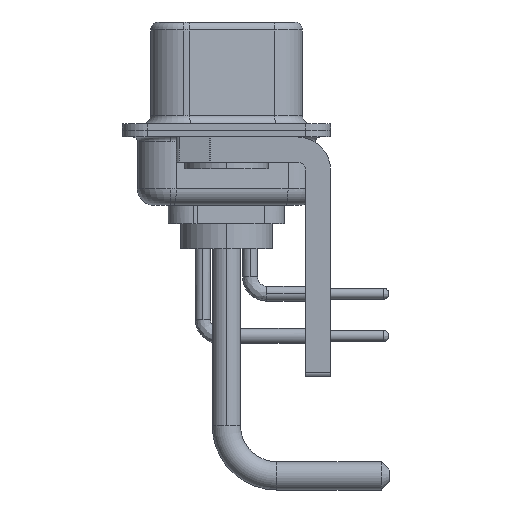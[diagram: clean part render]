
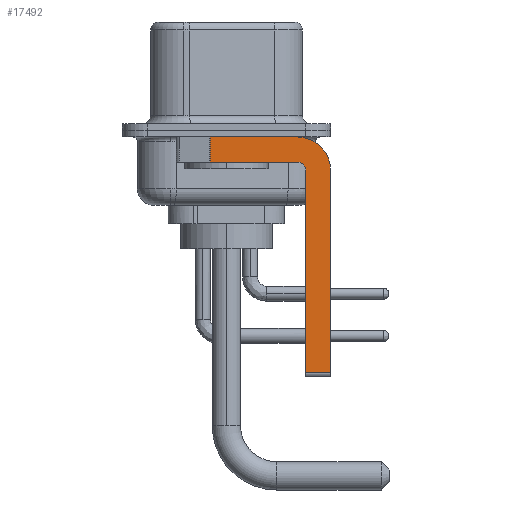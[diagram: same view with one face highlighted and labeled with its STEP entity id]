
A CAD part, left-side view. The second image highlights one B-rep face of the part: STEP entity #17492.
In plain terms, the highlighted planar face has unit normal (-1, 0, 0).
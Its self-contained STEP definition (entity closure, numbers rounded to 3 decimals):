
#164 = VECTOR ( 'NONE', #7822, 1000. ) ;
#547 = DIRECTION ( 'NONE',  ( 0., -1., 0. ) ) ;
#1342 = PLANE ( 'NONE',  #6041 ) ;
#2043 = CARTESIAN_POINT ( 'NONE',  ( -2.9, -6.25, -14.55 ) ) ;
#2244 = VERTEX_POINT ( 'NONE', #18003 ) ;
#2401 = VECTOR ( 'NONE', #547, 1000. ) ;
#2561 = EDGE_CURVE ( 'NONE', #4230, #21211, #20998, .T. ) ;
#2792 = CARTESIAN_POINT ( 'NONE',  ( -2.9, -4.75, -14.55 ) ) ;
#3499 = CARTESIAN_POINT ( 'NONE',  ( -2.9, -6.25, -2.4 ) ) ;
#4230 = VERTEX_POINT ( 'NONE', #2792 ) ;
#4910 = CARTESIAN_POINT ( 'NONE',  ( -2.9, -4.75, -14.8 ) ) ;
#5154 = EDGE_CURVE ( 'NONE', #2244, #10932, #9761, .T. ) ;
#5886 = CARTESIAN_POINT ( 'NONE',  ( -2.9, -4.25, -0.4 ) ) ;
#5913 = ORIENTED_EDGE ( 'NONE', *, *, #21466, .F. ) ;
#5959 = CARTESIAN_POINT ( 'NONE',  ( -2.9, -4.25, -1.9 ) ) ;
#6017 = LINE ( 'NONE', #13173, #9184 ) ;
#6041 = AXIS2_PLACEMENT_3D ( 'NONE', #19311, #15558, #14020 ) ;
#6161 = LINE ( 'NONE', #19927, #2401 ) ;
#6314 = VECTOR ( 'NONE', #12065, 1000. ) ;
#7007 = CARTESIAN_POINT ( 'NONE',  ( -2.9, -4.25, -1.9 ) ) ;
#7142 = ORIENTED_EDGE ( 'NONE', *, *, #9939, .T. ) ;
#7784 = AXIS2_PLACEMENT_3D ( 'NONE', #14114, #21284, #23156 ) ;
#7822 = DIRECTION ( 'NONE',  ( 0., 1., 0. ) ) ;
#7885 = DIRECTION ( 'NONE',  ( 0., -1., 0. ) ) ;
#7901 = VECTOR ( 'NONE', #7885, 1000. ) ;
#8371 = VECTOR ( 'NONE', #16155, 1000. ) ;
#8494 = CARTESIAN_POINT ( 'NONE',  ( -2.9, -4.25, -2.4 ) ) ;
#8730 = DIRECTION ( 'NONE',  ( 0., 0., 1. ) ) ;
#8930 = ORIENTED_EDGE ( 'NONE', *, *, #17494, .F. ) ;
#9184 = VECTOR ( 'NONE', #20915, 1000. ) ;
#9761 = LINE ( 'NONE', #22221, #7901 ) ;
#9939 = EDGE_CURVE ( 'NONE', #4230, #11909, #6161, .T. ) ;
#10159 = ORIENTED_EDGE ( 'NONE', *, *, #10539, .T. ) ;
#10539 = EDGE_CURVE ( 'NONE', #2244, #19727, #6017, .T. ) ;
#10768 = ORIENTED_EDGE ( 'NONE', *, *, #2561, .F. ) ;
#10932 = VERTEX_POINT ( 'NONE', #5886 ) ;
#10970 = LINE ( 'NONE', #18159, #8371 ) ;
#11909 = VERTEX_POINT ( 'NONE', #2043 ) ;
#11970 = EDGE_LOOP ( 'NONE', ( #13134, #10159, #12962, #8930, #10768, #7142, #5913, #20534 ) ) ;
#12015 = DIRECTION ( 'NONE',  ( -1., 0., 0. ) ) ;
#12065 = DIRECTION ( 'NONE',  ( 0., 0., 1. ) ) ;
#12962 = ORIENTED_EDGE ( 'NONE', *, *, #22298, .F. ) ;
#13134 = ORIENTED_EDGE ( 'NONE', *, *, #5154, .F. ) ;
#13173 = CARTESIAN_POINT ( 'NONE',  ( -2.9, 0.978, -1.9 ) ) ;
#13570 = EDGE_CURVE ( 'NONE', #10932, #15344, #17545, .T. ) ;
#14020 = DIRECTION ( 'NONE',  ( 0., 0., -1. ) ) ;
#14114 = CARTESIAN_POINT ( 'NONE',  ( -2.9, -4.25, -2.4 ) ) ;
#14152 = VERTEX_POINT ( 'NONE', #7007 ) ;
#15344 = VERTEX_POINT ( 'NONE', #3499 ) ;
#15558 = DIRECTION ( 'NONE',  ( 1., 0., 0. ) ) ;
#16155 = DIRECTION ( 'NONE',  ( 0., 0., -1. ) ) ;
#16550 = CARTESIAN_POINT ( 'NONE',  ( -2.9, -4.75, -2.4 ) ) ;
#16878 = LINE ( 'NONE', #5959, #164 ) ;
#17492 = ADVANCED_FACE ( 'NONE', ( #19191 ), #1342, .F. ) ;
#17494 = EDGE_CURVE ( 'NONE', #21211, #14152, #22556, .T. ) ;
#17545 = CIRCLE ( 'NONE', #7784, 2. ) ;
#17614 = CARTESIAN_POINT ( 'NONE',  ( -2.9, 0.978, -1.9 ) ) ;
#18003 = CARTESIAN_POINT ( 'NONE',  ( -2.9, 0.978, -0.4 ) ) ;
#18159 = CARTESIAN_POINT ( 'NONE',  ( -2.9, -6.25, -2.4 ) ) ;
#19191 = FACE_OUTER_BOUND ( 'NONE', #11970, .T. ) ;
#19311 = CARTESIAN_POINT ( 'NONE',  ( -2.9, -4.25, -2.4 ) ) ;
#19564 = AXIS2_PLACEMENT_3D ( 'NONE', #8494, #12015, #8730 ) ;
#19727 = VERTEX_POINT ( 'NONE', #17614 ) ;
#19927 = CARTESIAN_POINT ( 'NONE',  ( -2.9, -4.25, -14.55 ) ) ;
#20534 = ORIENTED_EDGE ( 'NONE', *, *, #13570, .F. ) ;
#20915 = DIRECTION ( 'NONE',  ( 0., 0., -1. ) ) ;
#20998 = LINE ( 'NONE', #4910, #6314 ) ;
#21211 = VERTEX_POINT ( 'NONE', #16550 ) ;
#21284 = DIRECTION ( 'NONE',  ( 1., 0., 0. ) ) ;
#21466 = EDGE_CURVE ( 'NONE', #15344, #11909, #10970, .T. ) ;
#22221 = CARTESIAN_POINT ( 'NONE',  ( -2.9, 3., -0.4 ) ) ;
#22298 = EDGE_CURVE ( 'NONE', #14152, #19727, #16878, .T. ) ;
#22556 = CIRCLE ( 'NONE', #19564, 0.5 ) ;
#23156 = DIRECTION ( 'NONE',  ( 0., 0., -1. ) ) ;
